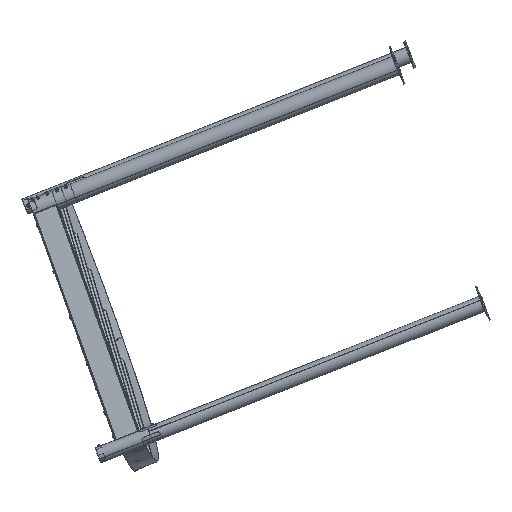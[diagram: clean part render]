
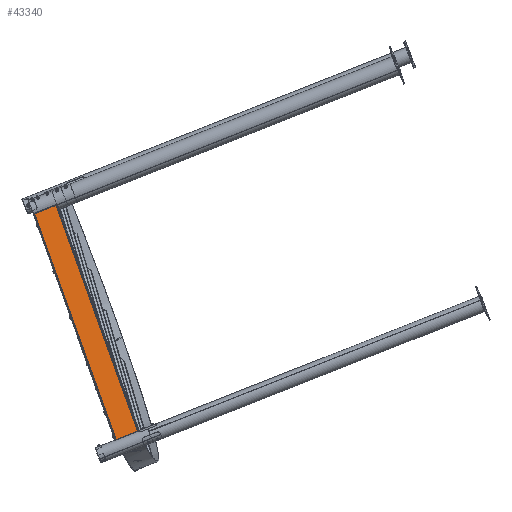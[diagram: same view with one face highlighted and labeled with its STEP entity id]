
A CAD part, isometric view. The second image highlights one B-rep face of the part: STEP entity #43340.
In plain terms, the highlighted face is planar.
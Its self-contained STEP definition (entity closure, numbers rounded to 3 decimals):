
#774 = ORIENTED_EDGE ( 'NONE', *, *, #3043, .F. ) ;
#857 = DIRECTION ( 'NONE',  ( 0.866, -0.5, 0. ) ) ;
#1982 = DIRECTION ( 'NONE',  ( 0.5, 0.866, 0. ) ) ;
#2317 = AXIS2_PLACEMENT_3D ( 'NONE', #38316, #1982, #16651 ) ;
#2783 = CARTESIAN_POINT ( 'NONE',  ( -69.591, -6.01, -250. ) ) ;
#3043 = EDGE_CURVE ( 'NONE', #23415, #6885, #46154, .T. ) ;
#6885 = VERTEX_POINT ( 'NONE', #45945 ) ;
#7330 = EDGE_LOOP ( 'NONE', ( #774, #27273, #32998, #17862 ) ) ;
#8182 = EDGE_CURVE ( 'NONE', #30674, #9467, #9298, .T. ) ;
#8461 = DIRECTION ( 'NONE',  ( 0.866, -0.5, 0. ) ) ;
#9298 = LINE ( 'NONE', #2783, #27372 ) ;
#9467 = VERTEX_POINT ( 'NONE', #39803 ) ;
#12322 = VECTOR ( 'NONE', #8461, 1000. ) ;
#16172 = PLANE ( 'NONE',  #2317 ) ;
#16651 = DIRECTION ( 'NONE',  ( -0.866, 0.5, 0. ) ) ;
#17862 = ORIENTED_EDGE ( 'NONE', *, *, #28027, .F. ) ;
#18934 = CARTESIAN_POINT ( 'NONE',  ( -1768.663, 974.95, -172. ) ) ;
#19116 = LINE ( 'NONE', #33798, #33170 ) ;
#20121 = DIRECTION ( 'NONE',  ( 0., 0., 1. ) ) ;
#23415 = VERTEX_POINT ( 'NONE', #18934 ) ;
#23847 = LINE ( 'NONE', #33964, #12322 ) ;
#25705 = CARTESIAN_POINT ( 'NONE',  ( -69.591, -6.01, -172. ) ) ;
#27273 = ORIENTED_EDGE ( 'NONE', *, *, #30015, .T. ) ;
#27372 = VECTOR ( 'NONE', #39619, 1000. ) ;
#28027 = EDGE_CURVE ( 'NONE', #6885, #9467, #23847, .T. ) ;
#30015 = EDGE_CURVE ( 'NONE', #23415, #30674, #19116, .T. ) ;
#30674 = VERTEX_POINT ( 'NONE', #25705 ) ;
#32998 = ORIENTED_EDGE ( 'NONE', *, *, #8182, .T. ) ;
#33170 = VECTOR ( 'NONE', #857, 1000. ) ;
#33798 = CARTESIAN_POINT ( 'NONE',  ( -1804.012, 995.359, -172. ) ) ;
#33964 = CARTESIAN_POINT ( 'NONE',  ( -1804.012, 995.359, -8. ) ) ;
#37086 = VECTOR ( 'NONE', #20121, 1000. ) ;
#38316 = CARTESIAN_POINT ( 'NONE',  ( -1804.012, 995.359, -172. ) ) ;
#38571 = FACE_OUTER_BOUND ( 'NONE', #7330, .T. ) ;
#39619 = DIRECTION ( 'NONE',  ( 0., 0., 1. ) ) ;
#39803 = CARTESIAN_POINT ( 'NONE',  ( -69.591, -6.01, -8. ) ) ;
#41578 = CARTESIAN_POINT ( 'NONE',  ( -1768.663, 974.95, 150. ) ) ;
#43340 = ADVANCED_FACE ( 'NONE', ( #38571 ), #16172, .F. ) ;
#45945 = CARTESIAN_POINT ( 'NONE',  ( -1768.663, 974.95, -8. ) ) ;
#46154 = LINE ( 'NONE', #41578, #37086 ) ;
